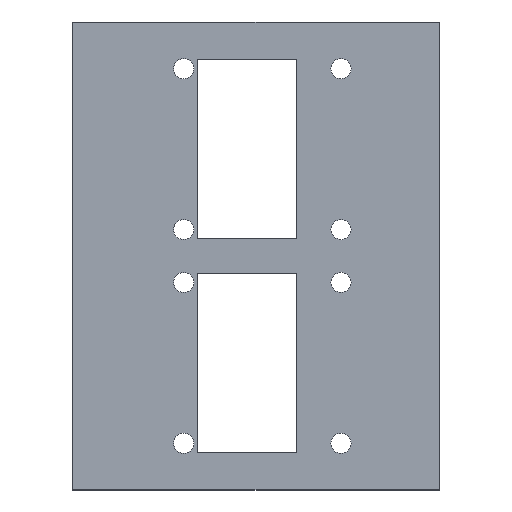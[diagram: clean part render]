
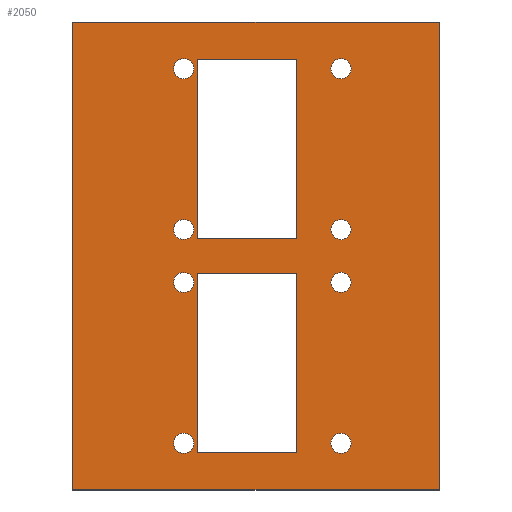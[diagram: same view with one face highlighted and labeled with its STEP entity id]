
A CAD part, top view. The second image highlights one B-rep face of the part: STEP entity #2050.
In plain terms, the highlighted planar face has unit normal (0, 0, 1).
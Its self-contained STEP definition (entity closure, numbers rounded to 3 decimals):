
#69=CIRCLE('',#2173,1.5);
#70=CIRCLE('',#2174,1.5);
#71=CIRCLE('',#2175,1.5);
#72=CIRCLE('',#2176,1.5);
#73=CIRCLE('',#2177,1.5);
#74=CIRCLE('',#2178,1.5);
#75=CIRCLE('',#2179,1.5);
#76=CIRCLE('',#2180,1.5);
#85=FACE_BOUND('',#251,.T.);
#86=FACE_BOUND('',#252,.T.);
#87=FACE_BOUND('',#253,.T.);
#88=FACE_BOUND('',#254,.T.);
#89=FACE_BOUND('',#255,.T.);
#90=FACE_BOUND('',#256,.T.);
#91=FACE_BOUND('',#257,.T.);
#92=FACE_BOUND('',#258,.T.);
#93=FACE_BOUND('',#259,.T.);
#94=FACE_BOUND('',#260,.T.);
#136=FACE_OUTER_BOUND('',#250,.T.);
#250=EDGE_LOOP('',(#1430,#1431,#1432,#1433));
#251=EDGE_LOOP('',(#1434,#1435,#1436,#1437));
#252=EDGE_LOOP('',(#1438));
#253=EDGE_LOOP('',(#1439));
#254=EDGE_LOOP('',(#1440));
#255=EDGE_LOOP('',(#1441));
#256=EDGE_LOOP('',(#1442));
#257=EDGE_LOOP('',(#1443));
#258=EDGE_LOOP('',(#1444,#1445,#1446,#1447));
#259=EDGE_LOOP('',(#1448));
#260=EDGE_LOOP('',(#1449));
#382=LINE('',#2923,#629);
#385=LINE('',#2929,#632);
#390=LINE('',#2938,#637);
#394=LINE('',#2947,#641);
#397=LINE('',#2953,#644);
#399=LINE('',#2958,#646);
#422=LINE('',#3006,#669);
#426=LINE('',#3015,#673);
#427=LINE('',#3016,#674);
#428=LINE('',#3017,#675);
#429=LINE('',#3018,#676);
#430=LINE('',#3031,#677);
#629=VECTOR('',#2347,10.);
#632=VECTOR('',#2352,10.);
#637=VECTOR('',#2359,10.);
#641=VECTOR('',#2365,10.);
#644=VECTOR('',#2370,10.);
#646=VECTOR('',#2374,10.);
#669=VECTOR('',#2405,10.);
#673=VECTOR('',#2411,10.);
#674=VECTOR('',#2412,10.);
#675=VECTOR('',#2413,10.);
#676=VECTOR('',#2414,10.);
#677=VECTOR('',#2427,10.);
#871=VERTEX_POINT('',#2919);
#873=VERTEX_POINT('',#2922);
#875=VERTEX_POINT('',#2928);
#878=VERTEX_POINT('',#2935);
#880=VERTEX_POINT('',#2941);
#882=VERTEX_POINT('',#2945);
#884=VERTEX_POINT('',#2951);
#885=VERTEX_POINT('',#2955);
#906=VERTEX_POINT('',#3004);
#907=VERTEX_POINT('',#3005);
#910=VERTEX_POINT('',#3013);
#911=VERTEX_POINT('',#3014);
#912=VERTEX_POINT('',#3019);
#913=VERTEX_POINT('',#3021);
#914=VERTEX_POINT('',#3023);
#915=VERTEX_POINT('',#3025);
#916=VERTEX_POINT('',#3027);
#917=VERTEX_POINT('',#3029);
#918=VERTEX_POINT('',#3032);
#919=VERTEX_POINT('',#3034);
#1072=EDGE_CURVE('',#871,#873,#382,.T.);
#1075=EDGE_CURVE('',#875,#873,#385,.T.);
#1080=EDGE_CURVE('',#875,#878,#390,.T.);
#1084=EDGE_CURVE('',#882,#880,#394,.T.);
#1087=EDGE_CURVE('',#882,#884,#397,.T.);
#1089=EDGE_CURVE('',#885,#884,#399,.T.);
#1112=EDGE_CURVE('',#906,#907,#422,.T.);
#1116=EDGE_CURVE('',#910,#911,#426,.T.);
#1117=EDGE_CURVE('',#910,#907,#427,.T.);
#1118=EDGE_CURVE('',#906,#911,#428,.T.);
#1119=EDGE_CURVE('',#880,#885,#429,.T.);
#1120=EDGE_CURVE('',#912,#912,#69,.T.);
#1121=EDGE_CURVE('',#913,#913,#70,.T.);
#1122=EDGE_CURVE('',#914,#914,#71,.T.);
#1123=EDGE_CURVE('',#915,#915,#72,.T.);
#1124=EDGE_CURVE('',#916,#916,#73,.T.);
#1125=EDGE_CURVE('',#917,#917,#74,.T.);
#1126=EDGE_CURVE('',#878,#871,#430,.T.);
#1127=EDGE_CURVE('',#918,#918,#75,.T.);
#1128=EDGE_CURVE('',#919,#919,#76,.T.);
#1430=ORIENTED_EDGE('',*,*,#1116,.F.);
#1431=ORIENTED_EDGE('',*,*,#1117,.T.);
#1432=ORIENTED_EDGE('',*,*,#1112,.F.);
#1433=ORIENTED_EDGE('',*,*,#1118,.T.);
#1434=ORIENTED_EDGE('',*,*,#1087,.T.);
#1435=ORIENTED_EDGE('',*,*,#1089,.F.);
#1436=ORIENTED_EDGE('',*,*,#1119,.F.);
#1437=ORIENTED_EDGE('',*,*,#1084,.F.);
#1438=ORIENTED_EDGE('',*,*,#1120,.T.);
#1439=ORIENTED_EDGE('',*,*,#1121,.T.);
#1440=ORIENTED_EDGE('',*,*,#1122,.T.);
#1441=ORIENTED_EDGE('',*,*,#1123,.T.);
#1442=ORIENTED_EDGE('',*,*,#1124,.T.);
#1443=ORIENTED_EDGE('',*,*,#1125,.T.);
#1444=ORIENTED_EDGE('',*,*,#1080,.F.);
#1445=ORIENTED_EDGE('',*,*,#1075,.T.);
#1446=ORIENTED_EDGE('',*,*,#1072,.F.);
#1447=ORIENTED_EDGE('',*,*,#1126,.F.);
#1448=ORIENTED_EDGE('',*,*,#1127,.T.);
#1449=ORIENTED_EDGE('',*,*,#1128,.T.);
#1960=PLANE('',#2172);
#2050=ADVANCED_FACE('',(#136,#85,#86,#87,#88,#89,#90,#91,#92,#93,#94),#1960,
 .T.);
#2172=AXIS2_PLACEMENT_3D('',#3012,#2409,#2410);
#2173=AXIS2_PLACEMENT_3D('',#3020,#2415,#2416);
#2174=AXIS2_PLACEMENT_3D('',#3022,#2417,#2418);
#2175=AXIS2_PLACEMENT_3D('',#3024,#2419,#2420);
#2176=AXIS2_PLACEMENT_3D('',#3026,#2421,#2422);
#2177=AXIS2_PLACEMENT_3D('',#3028,#2423,#2424);
#2178=AXIS2_PLACEMENT_3D('',#3030,#2425,#2426);
#2179=AXIS2_PLACEMENT_3D('',#3033,#2428,#2429);
#2180=AXIS2_PLACEMENT_3D('',#3035,#2430,#2431);
#2347=DIRECTION('',(-1.,0.,0.));
#2352=DIRECTION('',(0.,1.,0.));
#2359=DIRECTION('',(1.,0.,0.));
#2365=DIRECTION('',(1.,0.,0.));
#2370=DIRECTION('',(0.,1.,0.));
#2374=DIRECTION('',(-1.,0.,0.));
#2405=DIRECTION('',(-1.,0.,0.));
#2409=DIRECTION('center_axis',(0.,0.,1.));
#2410=DIRECTION('ref_axis',(-1.,0.,0.));
#2411=DIRECTION('',(1.,0.,0.));
#2412=DIRECTION('',(0.,-1.,0.));
#2413=DIRECTION('',(0.,1.,0.));
#2414=DIRECTION('',(0.,1.,0.));
#2415=DIRECTION('center_axis',(0.,0.,-1.));
#2416=DIRECTION('ref_axis',(-1.,0.,0.));
#2417=DIRECTION('center_axis',(0.,0.,-1.));
#2418=DIRECTION('ref_axis',(-1.,0.,0.));
#2419=DIRECTION('center_axis',(0.,0.,-1.));
#2420=DIRECTION('ref_axis',(-1.,0.,0.));
#2421=DIRECTION('center_axis',(0.,0.,-1.));
#2422=DIRECTION('ref_axis',(-1.,0.,0.));
#2423=DIRECTION('center_axis',(0.,0.,-1.));
#2424=DIRECTION('ref_axis',(-1.,0.,0.));
#2425=DIRECTION('center_axis',(0.,0.,-1.));
#2426=DIRECTION('ref_axis',(-1.,0.,0.));
#2427=DIRECTION('',(0.,1.,0.));
#2428=DIRECTION('center_axis',(0.,0.,-1.));
#2429=DIRECTION('ref_axis',(-1.,0.,0.));
#2430=DIRECTION('center_axis',(0.,0.,-1.));
#2431=DIRECTION('ref_axis',(-1.,0.,0.));
#2919=CARTESIAN_POINT('',(37.179,78.097,35.718));
#2922=CARTESIAN_POINT('',(22.379,78.097,35.718));
#2923=CARTESIAN_POINT('',(22.379,78.097,35.718));
#2928=CARTESIAN_POINT('',(22.379,51.297,35.718));
#2929=CARTESIAN_POINT('',(22.379,50.897,35.718));
#2935=CARTESIAN_POINT('',(37.179,51.297,35.718));
#2938=CARTESIAN_POINT('',(39.179,51.297,35.718));
#2941=CARTESIAN_POINT('',(37.179,19.352,35.718));
#2945=CARTESIAN_POINT('',(22.379,19.352,35.718));
#2947=CARTESIAN_POINT('',(22.379,19.352,35.718));
#2951=CARTESIAN_POINT('',(22.379,46.152,35.718));
#2953=CARTESIAN_POINT('',(22.379,46.552,35.718));
#2955=CARTESIAN_POINT('',(37.179,46.152,35.718));
#2958=CARTESIAN_POINT('',(39.179,46.152,35.718));
#3004=CARTESIAN_POINT('',(58.574,13.78,35.718));
#3005=CARTESIAN_POINT('',(3.751,13.78,35.718));
#3006=CARTESIAN_POINT('',(56.573,13.78,35.718));
#3012=CARTESIAN_POINT('Origin',(56.573,14.779,35.718));
#3013=CARTESIAN_POINT('',(3.751,83.68,35.718));
#3014=CARTESIAN_POINT('',(58.574,83.68,35.718));
#3015=CARTESIAN_POINT('',(5.234,83.68,35.718));
#3016=CARTESIAN_POINT('',(3.751,14.779,35.718));
#3017=CARTESIAN_POINT('',(58.574,82.7,35.718));
#3018=CARTESIAN_POINT('',(37.179,18.952,35.718));
#3019=CARTESIAN_POINT('',(21.856,20.736,35.718));
#3020=CARTESIAN_POINT('Origin',(20.356,20.736,35.718));
#3021=CARTESIAN_POINT('',(45.356,52.68,35.718));
#3022=CARTESIAN_POINT('Origin',(43.856,52.68,35.718));
#3023=CARTESIAN_POINT('',(21.856,76.713,35.718));
#3024=CARTESIAN_POINT('Origin',(20.356,76.713,35.718));
#3025=CARTESIAN_POINT('',(21.856,44.769,35.718));
#3026=CARTESIAN_POINT('Origin',(20.356,44.769,35.718));
#3027=CARTESIAN_POINT('',(21.856,52.68,35.718));
#3028=CARTESIAN_POINT('Origin',(20.356,52.68,35.718));
#3029=CARTESIAN_POINT('',(45.356,20.736,35.718));
#3030=CARTESIAN_POINT('Origin',(43.856,20.736,35.718));
#3031=CARTESIAN_POINT('',(37.179,78.497,35.718));
#3032=CARTESIAN_POINT('',(45.356,44.769,35.718));
#3033=CARTESIAN_POINT('Origin',(43.856,44.769,35.718));
#3034=CARTESIAN_POINT('',(45.356,76.713,35.718));
#3035=CARTESIAN_POINT('Origin',(43.856,76.713,35.718));
